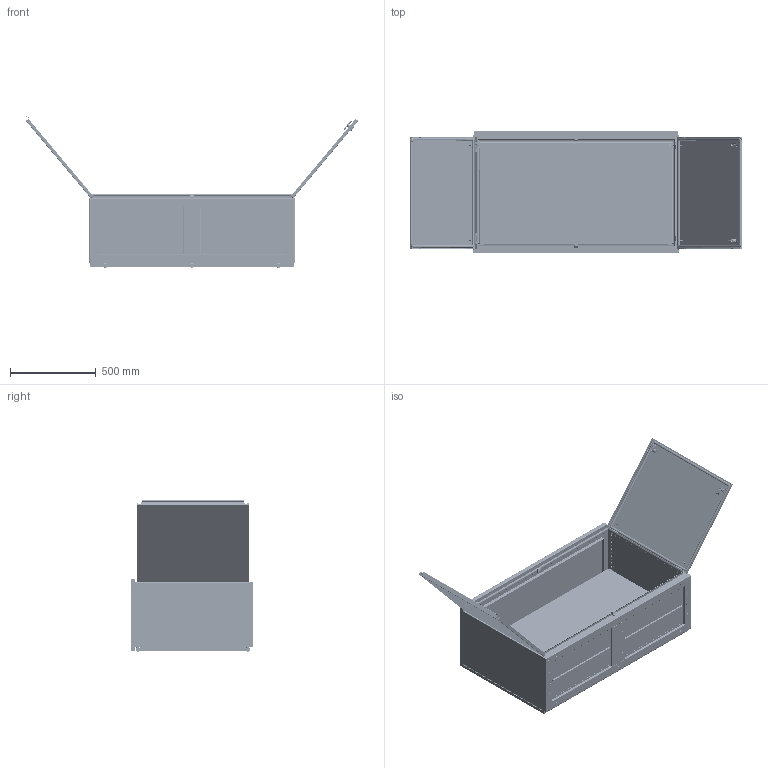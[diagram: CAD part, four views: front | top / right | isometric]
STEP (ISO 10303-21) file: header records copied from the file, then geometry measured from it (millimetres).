
FILE_DESCRIPTION (( 'STEP AP203' ), '1' );
FILE_NAME ('R5CC1200.step', '2013-04-29T07:48:31', ( 'User' ), ( 'DKC' ), 'SwSTEP 2.0', 'SolidWorks 2012', '' );
FILE_SCHEMA (( 'CONFIG_CONTROL_DESIGN' ));
Length unit declared in the file: millimetre
Products named in the file (55): R5CC1200; Assem Control desks CN base double door_R5CPC1200; AC00C453; Bottom plate PN_LE04C005 600x1200; Inserto filettato M6...; vite m8x12 ac00c476_DIN 7984 - M8 x 12 --- 12S; AC00C490_AC00C490; flange nut m81_Flange Nut M8; AC00C237; Mounting plate CN,VN base_LC07C004 (R5PC1200) 1200; AC00C402; Assem left door_LE02C070 1200mm; Door left side_1200 LE02C070; Assem back panel CN_LC02C004   1200mm; LC sealant for back panel_1200; Back panel CN_1200  LC02C004; Rounded head screw with cross slot M6 x 12_ISO 7045 - M6 x 12 - Z --- 12S; capscrew with recessed hexahedron m6 x 10_ISO 4762 M6 x 10 --- 10S; AC00C172 new; Assem right door_LE02C071 1200mm; MOLLA AC00C344_AC00C344; Handle small door CE_�� 㬮�砭��; Sealant AC00356_�� 㬮�砭��; AC00C348_�� 㬮�砭��; Linguetta CE_handle CE; Inserto a doppio pettine AC00C443_AC00C343; BASETTA ESTERNA PER BOX AC00C503_AC00C503; End-cup AC00C112; CERNIERA SALDATA_AC00C398; PN sealant for double doors_1200; Door right side_1200 LE02C071; Hinge CE (mirror) (1); Hinge CE (1); Perno AC00C401 (3)_AC00C401; Tapping screw 4.2x16 (1)_Tapping screw 4.2x16; CERNIERA AC00C399; blocchetto fissaggio cerniera AC00C354_AC00C354; Body of control desk CN base_LC01S010  1200mm; Fixing holder LC01C040_LC01C040; Bottom profile 1200,1600,2000 LE01C077_LE01C077 ...
Assembly tree (178 placements, depth 5):
  R5CC1200
    Cover CN_R5CC1200
      Cover CN_LC03C018  1200
      AC00C500 Washer_�� 㬮�砭��  x6
      land_�� 㬮�砭��  x7
      end-cap_AC00C061  x3
      AC00C112  x4
    Hex Flange Bolt M6x10_ISO 4162 - M6 x 12 x 12-S  x6
    AC00C171  x6
    Sealing 8x3_1200
    Assem Control desks CN base double door_R5CPC1200
      Body of control desk CN base_LC01S010  1200mm
        Left side CN LC01C020_LC01C020
        Front bottom profile_LE01C056  1200mm
        Back bottom profile CN_LC01C031  1200mm
        Front top profile CN_LC01C025  1200mm
        Back top profile CN_LC01C037  1200mm
        Left side CN LC01C020_MirrorLE01C051
        Bottom profile 1200,1600,2000 LE01C077_LE01C077
        Fixing holder LC01C040_LC01C040  x4
        land_�� 㬮�砭��  x4
        end-cap_AC00C061  x4
      Hinge CE (1)  x2
        blocchetto fissaggio cerniera AC00C354_AC00C354
        CERNIERA AC00C399
        Tapping screw 4.2x16 (1)_Tapping screw 4.2x16
        Perno AC00C401 (3)_AC00C401
      Hinge CE (mirror) (1)  x2
        blocchetto fissaggio cerniera AC00C354_AC00C354
        CERNIERA AC00C399
        Tapping screw 4.2x16 (1)_Tapping screw 4.2x16
        Perno AC00C401 (3)_AC00C401
      Assem right door_LE02C071 1200mm
        Door right side_1200 LE02C071
        PN sealant for double doors_1200
        CERNIERA SALDATA_AC00C398  x2
        End-cup AC00C112  x4
        Handle small door CE_�� 㬮�砭��  x2
          BASETTA ESTERNA PER BOX AC00C503_AC00C503
          Inserto a doppio pettine AC00C443_AC00C343
          Linguetta CE_handle CE
          Hex Flange Bolt M6x10_ISO 4162 - M6 x 12 x 12-S
          AC00C348_�� 㬮�砭��
          Sealant AC00356_�� 㬮�砭��
        MOLLA AC00C344_AC00C344  x2
        land_�� 㬮�砭��  x2
        end-cap_AC00C061  x2
      AC00C172 new  x6
      capscrew with recessed hexahedron m6 x 10_ISO 4762 M6 x 10 --- 10S  x6
      Rounded head screw with cross slot M6 x 12_ISO 7045 - M6 x 12 - Z --- 12S  x6
      Assem back panel CN_LC02C004   1200mm
        Back panel CN_1200  LC02C004
        LC sealant for back panel_1200
        End-cup AC00C112  x4
        land_�� 㬮�砭��  x2
        end-cap_AC00C061  x2
      Assem left door_LE02C070 1200mm
        Door left side_1200 LE02C070
        PN sealant for double doors_1200
        CERNIERA SALDATA_AC00C398  x2
Bounding box: 1940.12 x 716.5 x 889.18 mm (x, y, z)
Volume: 8866483 mm3; surface area: 10538171.3 mm2
Topology: 199 solids, 199 shells, 15829 faces, 42304 edges, 27089 vertices
Faces by surface type: bspline 5359, plane 4250, cylinder 3540, cone 2304, torus 344, sphere 32
Entity records: 185316 total; most frequent: CARTESIAN_POINT 100121, ORIENTED_EDGE 16674, DIRECTION 14531, EDGE_CURVE 8337, VERTEX_POINT 5197, AXIS2_PLACEMENT_3D 4922, VECTOR 4687, LINE 4687
